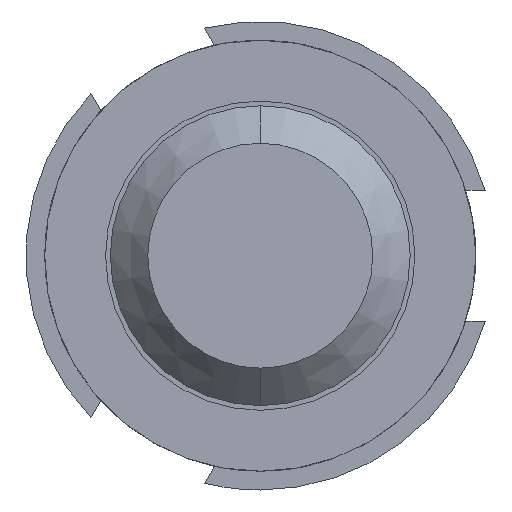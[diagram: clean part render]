
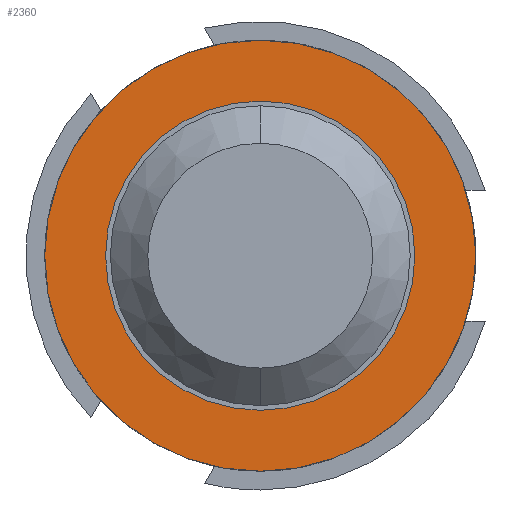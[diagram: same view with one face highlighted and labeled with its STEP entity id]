
A CAD part, front view. The second image highlights one B-rep face of the part: STEP entity #2360.
In plain terms, the highlighted planar face has unit normal (0, -1, 0).
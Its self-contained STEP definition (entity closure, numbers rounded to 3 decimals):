
#8 = DIRECTION ( 'NONE',  ( 0., 1., 0. ) ) ;
#553 = FACE_OUTER_BOUND ( 'NONE', #1915, .T. ) ;
#584 = DIRECTION ( 'NONE',  ( 0., 1., 0. ) ) ;
#661 = VERTEX_POINT ( 'NONE', #1716 ) ;
#663 = CIRCLE ( 'NONE', #2407, 1.15 ) ;
#670 = CIRCLE ( 'NONE', #2195, 0.825 ) ;
#817 = AXIS2_PLACEMENT_3D ( 'NONE', #2127, #2497, #1409 ) ;
#975 = EDGE_CURVE ( 'Defeature ausgef�hrt4_42+Defeature ausgef�hrt4_46+Defeature ausgef�hrt4_46+Defeature ausgef�hrt4_46', #661, #2005, #4509, .T. ) ;
#995 = PLANE ( 'NONE',  #4239 ) ;
#1245 = CARTESIAN_POINT ( 'NONE',  ( 0., -1.5, 0.825 ) ) ;
#1409 = DIRECTION ( 'NONE',  ( 0., 0., 1. ) ) ;
#1495 = DIRECTION ( 'NONE',  ( 0., 0., 1. ) ) ;
#1508 = DIRECTION ( 'NONE',  ( 0., 1., 0. ) ) ;
#1620 = ORIENTED_EDGE ( 'NONE', *, *, #3107, .T. ) ;
#1625 = CARTESIAN_POINT ( 'NONE',  ( 0., -1.5, -0.825 ) ) ;
#1716 = CARTESIAN_POINT ( 'NONE',  ( 0., -1.5, -1.15 ) ) ;
#1720 = CARTESIAN_POINT ( 'NONE',  ( 0., -1.5, 1.15 ) ) ;
#1805 = DIRECTION ( 'NONE',  ( 0., 0., 1. ) ) ;
#1915 = EDGE_LOOP ( 'NONE', ( #3144, #2723 ) ) ;
#2005 = VERTEX_POINT ( 'NONE', #1720 ) ;
#2127 = CARTESIAN_POINT ( 'NONE',  ( 0., -1.5, 0. ) ) ;
#2195 = AXIS2_PLACEMENT_3D ( 'NONE', #4305, #8, #1805 ) ;
#2360 = ADVANCED_FACE ( 'Defeature ausgef�hrt4_46', ( #553, #3858 ), #995, .F. ) ;
#2407 = AXIS2_PLACEMENT_3D ( 'NONE', #3669, #1508, #1495 ) ;
#2497 = DIRECTION ( 'NONE',  ( 0., 1., 0. ) ) ;
#2663 = AXIS2_PLACEMENT_3D ( 'NONE', #4289, #3221, #3909 ) ;
#2723 = ORIENTED_EDGE ( 'NONE', *, *, #975, .F. ) ;
#3078 = DIRECTION ( 'NONE',  ( 0., 0., 1. ) ) ;
#3107 = EDGE_CURVE ( 'Defeature ausgef�hrt4_46+Defeature ausgef�hrt4_45+Defeature ausgef�hrt4_45+Defeature ausgef�hrt4_45', #3911, #4347, #670, .T. ) ;
#3141 = EDGE_CURVE ( 'Defeature ausgef�hrt4_46+Defeature ausgef�hrt4_45+Defeature ausgef�hrt4_45+Defeature ausgef�hrt4_45', #4347, #3911, #4413, .T. ) ;
#3144 = ORIENTED_EDGE ( 'NONE', *, *, #3714, .F. ) ;
#3221 = DIRECTION ( 'NONE',  ( 0., 1., 0. ) ) ;
#3505 = CARTESIAN_POINT ( 'NONE',  ( 0.825, -1.5, 0. ) ) ;
#3519 = EDGE_LOOP ( 'NONE', ( #4327, #1620 ) ) ;
#3669 = CARTESIAN_POINT ( 'NONE',  ( 0., -1.5, 0. ) ) ;
#3714 = EDGE_CURVE ( 'Defeature ausgef�hrt4_42+Defeature ausgef�hrt4_46+Defeature ausgef�hrt4_46+Defeature ausgef�hrt4_46', #2005, #661, #663, .T. ) ;
#3858 = FACE_BOUND ( 'NONE', #3519, .T. ) ;
#3909 = DIRECTION ( 'NONE',  ( 0., 0., 1. ) ) ;
#3911 = VERTEX_POINT ( 'NONE', #1625 ) ;
#4239 = AXIS2_PLACEMENT_3D ( 'NONE', #3505, #584, #3078 ) ;
#4289 = CARTESIAN_POINT ( 'NONE',  ( 0., -1.5, 0. ) ) ;
#4305 = CARTESIAN_POINT ( 'NONE',  ( 0., -1.5, 0. ) ) ;
#4327 = ORIENTED_EDGE ( 'NONE', *, *, #3141, .T. ) ;
#4347 = VERTEX_POINT ( 'NONE', #1245 ) ;
#4413 = CIRCLE ( 'NONE', #2663, 0.825 ) ;
#4509 = CIRCLE ( 'NONE', #817, 1.15 ) ;
